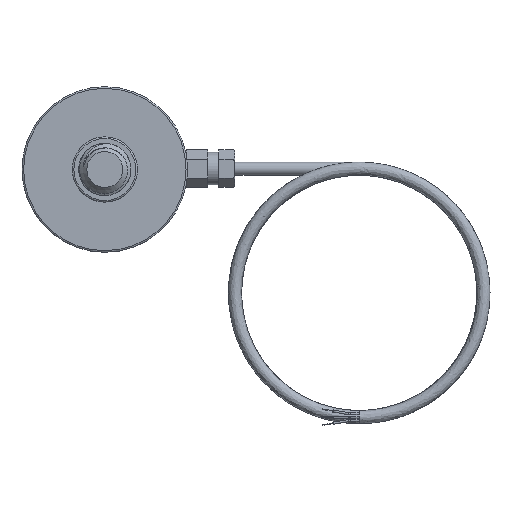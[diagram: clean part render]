
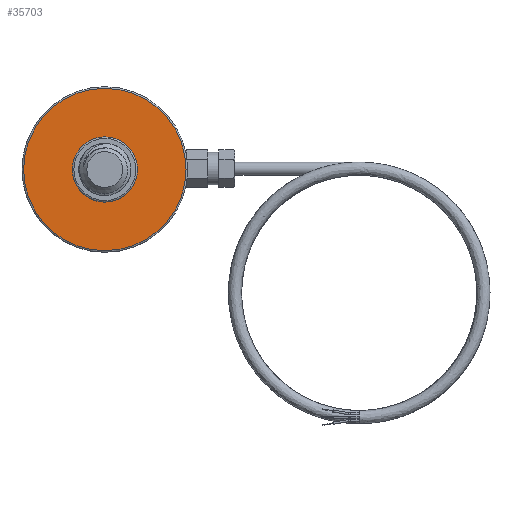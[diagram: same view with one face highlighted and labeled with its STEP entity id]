
A CAD part, left-side view. The second image highlights one B-rep face of the part: STEP entity #35703.
In plain terms, the highlighted planar face has unit normal (-1, 0, 0).
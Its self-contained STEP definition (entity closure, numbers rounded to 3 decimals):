
#29819 = TOROIDAL_SURFACE('',#29820,12.45,0.25);
#29820 = AXIS2_PLACEMENT_3D('',#29821,#29822,#29823);
#29821 = CARTESIAN_POINT('',(-6.51,-0.094,
    0.045));
#29822 = DIRECTION('',(1.,0.,0.));
#29823 = DIRECTION('',(0.,0.,-1.));
#35556 = CYLINDRICAL_SURFACE('',#35557,5.);
#35557 = AXIS2_PLACEMENT_3D('',#35558,#35559,#35560);
#35558 = CARTESIAN_POINT('',(-19.26,-0.094,
    0.045));
#35559 = DIRECTION('',(1.,0.,0.));
#35560 = DIRECTION('',(0.,0.,-1.));
#35596 = VERTEX_POINT('',#35597);
#35597 = CARTESIAN_POINT('',(-6.76,-0.094,
    5.045));
#35618 = EDGE_CURVE('',#35596,#35596,#35619,.T.);
#35619 = SURFACE_CURVE('',#35620,(#35625,#35632),.PCURVE_S1.);
#35620 = CIRCLE('',#35621,5.);
#35621 = AXIS2_PLACEMENT_3D('',#35622,#35623,#35624);
#35622 = CARTESIAN_POINT('',(-6.76,-0.094,
    0.045));
#35623 = DIRECTION('',(-1.,0.,0.));
#35624 = DIRECTION('',(0.,0.,-1.));
#35625 = PCURVE('',#35556,#35626);
#35626 = DEFINITIONAL_REPRESENTATION('',(#35627),#35631);
#35627 = LINE('',#35628,#35629);
#35628 = CARTESIAN_POINT('',(6.283,12.5));
#35629 = VECTOR('',#35630,1.);
#35630 = DIRECTION('',(-1.,0.));
#35631 = ( GEOMETRIC_REPRESENTATION_CONTEXT(2) 
PARAMETRIC_REPRESENTATION_CONTEXT() REPRESENTATION_CONTEXT('2D SPACE',''
  ) );
#35632 = PCURVE('',#35633,#35638);
#35633 = PLANE('',#35634);
#35634 = AXIS2_PLACEMENT_3D('',#35635,#35636,#35637);
#35635 = CARTESIAN_POINT('',(-6.76,-0.094,
    0.045));
#35636 = DIRECTION('',(-1.,0.,0.));
#35637 = DIRECTION('',(0.,0.,-1.));
#35638 = DEFINITIONAL_REPRESENTATION('',(#35639),#35643);
#35639 = CIRCLE('',#35640,5.);
#35640 = AXIS2_PLACEMENT_2D('',#35641,#35642);
#35641 = CARTESIAN_POINT('',(0.,0.));
#35642 = DIRECTION('',(1.,0.));
#35643 = ( GEOMETRIC_REPRESENTATION_CONTEXT(2) 
PARAMETRIC_REPRESENTATION_CONTEXT() REPRESENTATION_CONTEXT('2D SPACE',''
  ) );
#35654 = VERTEX_POINT('',#35655);
#35655 = CARTESIAN_POINT('',(-6.76,-0.094,
    12.495));
#35677 = EDGE_CURVE('',#35654,#35654,#35678,.T.);
#35678 = SURFACE_CURVE('',#35679,(#35684,#35691),.PCURVE_S1.);
#35679 = CIRCLE('',#35680,12.45);
#35680 = AXIS2_PLACEMENT_3D('',#35681,#35682,#35683);
#35681 = CARTESIAN_POINT('',(-6.76,-0.094,
    0.045));
#35682 = DIRECTION('',(1.,0.,0.));
#35683 = DIRECTION('',(0.,0.,-1.));
#35684 = PCURVE('',#29819,#35685);
#35685 = DEFINITIONAL_REPRESENTATION('',(#35686),#35690);
#35686 = LINE('',#35687,#35688);
#35687 = CARTESIAN_POINT('',(-6.283,4.712));
#35688 = VECTOR('',#35689,1.);
#35689 = DIRECTION('',(1.,0.));
#35690 = ( GEOMETRIC_REPRESENTATION_CONTEXT(2) 
PARAMETRIC_REPRESENTATION_CONTEXT() REPRESENTATION_CONTEXT('2D SPACE',''
  ) );
#35691 = PCURVE('',#35633,#35692);
#35692 = DEFINITIONAL_REPRESENTATION('',(#35693),#35701);
#35693 = ( BOUNDED_CURVE() B_SPLINE_CURVE(2,(#35694,#35695,#35696,#35697
    ,#35698,#35699,#35700),.UNSPECIFIED.,.T.,.F.) 
B_SPLINE_CURVE_WITH_KNOTS((1,2,2,2,2,1),(-2.094,0.,
    2.094,4.189,6.283,8.378),
.UNSPECIFIED.) CURVE() GEOMETRIC_REPRESENTATION_ITEM() 
RATIONAL_B_SPLINE_CURVE((1.,0.5,1.,0.5,1.,0.5,1.)) REPRESENTATION_ITEM(
  '') );
#35694 = CARTESIAN_POINT('',(12.45,0.));
#35695 = CARTESIAN_POINT('',(12.45,-21.564));
#35696 = CARTESIAN_POINT('',(-6.225,-10.782));
#35697 = CARTESIAN_POINT('',(-24.9,0.));
#35698 = CARTESIAN_POINT('',(-6.225,10.782));
#35699 = CARTESIAN_POINT('',(12.45,21.564));
#35700 = CARTESIAN_POINT('',(12.45,0.));
#35701 = ( GEOMETRIC_REPRESENTATION_CONTEXT(2) 
PARAMETRIC_REPRESENTATION_CONTEXT() REPRESENTATION_CONTEXT('2D SPACE',''
  ) );
#35703 = ADVANCED_FACE('',(#35704,#35707),#35633,.T.);
#35704 = FACE_BOUND('',#35705,.T.);
#35705 = EDGE_LOOP('',(#35706));
#35706 = ORIENTED_EDGE('',*,*,#35677,.F.);
#35707 = FACE_BOUND('',#35708,.T.);
#35708 = EDGE_LOOP('',(#35709));
#35709 = ORIENTED_EDGE('',*,*,#35618,.F.);
